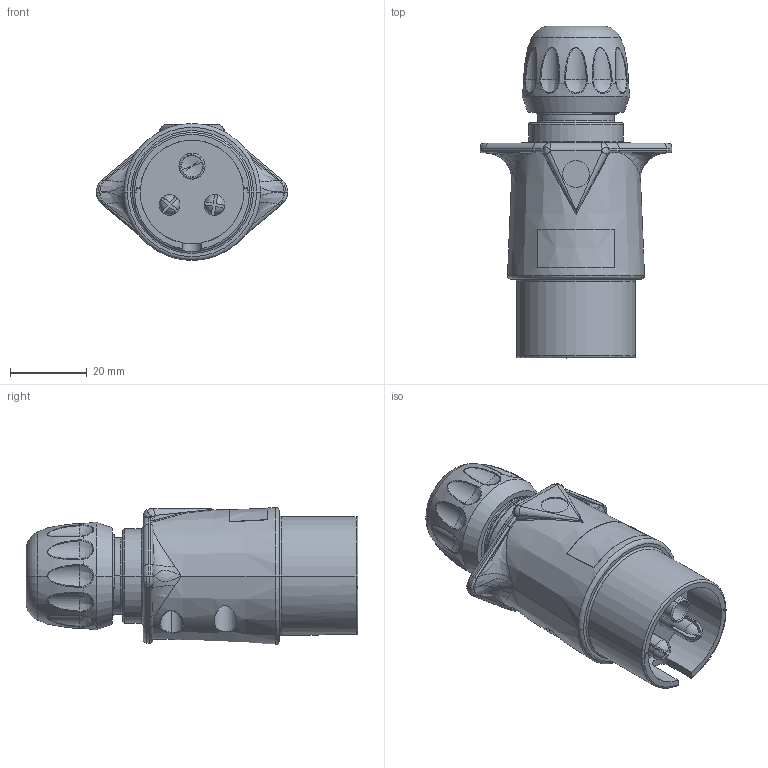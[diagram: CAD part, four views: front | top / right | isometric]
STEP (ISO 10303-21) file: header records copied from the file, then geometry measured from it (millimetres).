
FILE_DESCRIPTION((''),'2;1');
FILE_NAME('251030_251031HELLA','2020-07-21T11:34:47',('teru'),(''),'CREO PARAMETRIC BY PTC INC, 2017380','CREO PARAMETRIC BY PTC INC, 2017380','');
FILE_SCHEMA(('CONFIG_CONTROL_DESIGN'));
Length unit declared in the file: millimetre
Products named in the file (1): 251030_251031HELLA
Bounding box: 50 x 86.5 x 35.71 mm (x, y, z)
Volume: 55273.7 mm3; surface area: 14888.7 mm2
Topology: 1 solids, 3 shells, 465 faces, 1167 edges, 724 vertices
Faces by surface type: plane 140, cylinder 131, bspline 121, torus 38, cone 21, sphere 14
Entity records: 26162 total; most frequent: CARTESIAN_POINT 15881, ORIENTED_EDGE 2322, DIRECTION 1903, EDGE_CURVE 1161, AXIS2_PLACEMENT_3D 753, VERTEX_POINT 724, EDGE_LOOP 487, FACE_OUTER_BOUND 465
